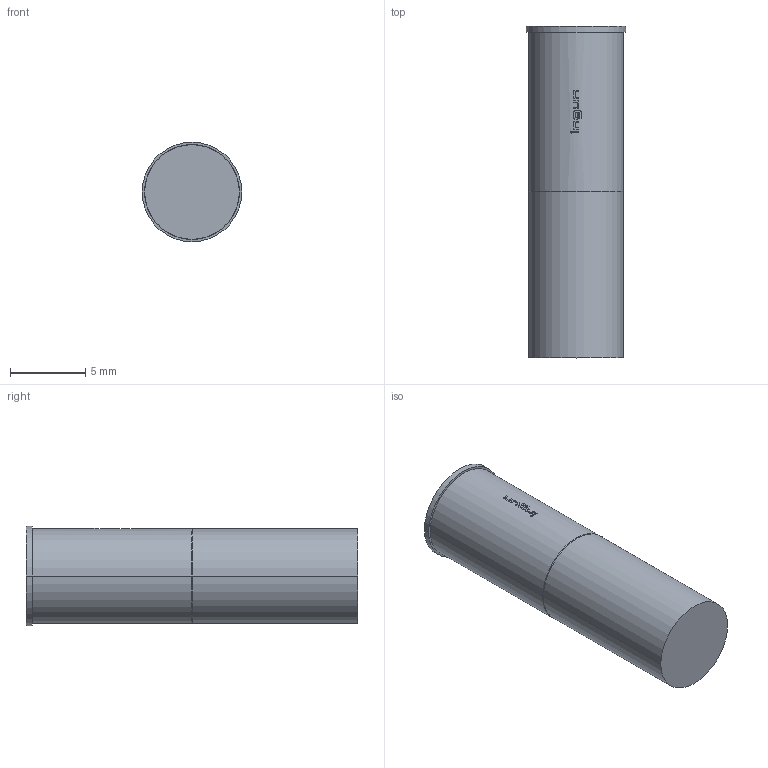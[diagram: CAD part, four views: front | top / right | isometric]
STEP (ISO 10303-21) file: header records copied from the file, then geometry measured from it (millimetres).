
FILE_DESCRIPTION (( 'STEP AP203' ), '1' );
FILE_NAME ('INGUN_KS-858.STEP', '2022-02-09T05:36:31', ( 'ochi' ), ( '' ), 'SwSTEP 2.0', 'SolidWorks 2018', '' );
FILE_SCHEMA (( 'CONFIG_CONTROL_DESIGN' ));
Length unit declared in the file: millimetre
Products named in the file (1): INGUN_KS-858
Bounding box: 6.6 x 22 x 6.6 mm (x, y, z)
Volume: 683.7 mm3; surface area: 503 mm2
Topology: 1 solids, 1 shells, 79 faces, 206 edges, 136 vertices
Faces by surface type: bspline 42, plane 23, cylinder 12, cone 2
Entity records: 3459 total; most frequent: CARTESIAN_POINT 1922, ORIENTED_EDGE 412, EDGE_CURVE 206, B_SPLINE_CURVE_WITH_KNOTS 186, VERTEX_POINT 136, DIRECTION 108, EDGE_LOOP 86, FACE_OUTER_BOUND 79
